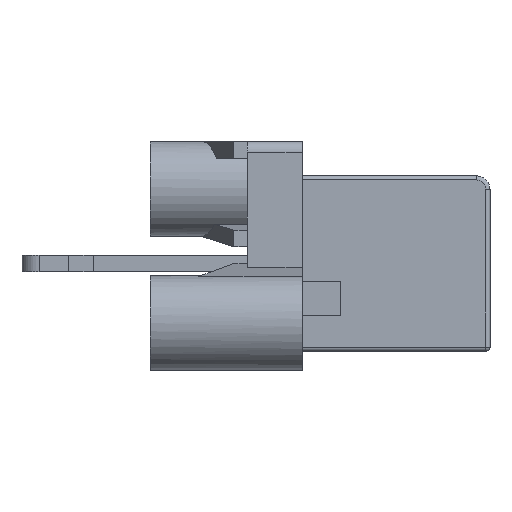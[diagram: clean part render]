
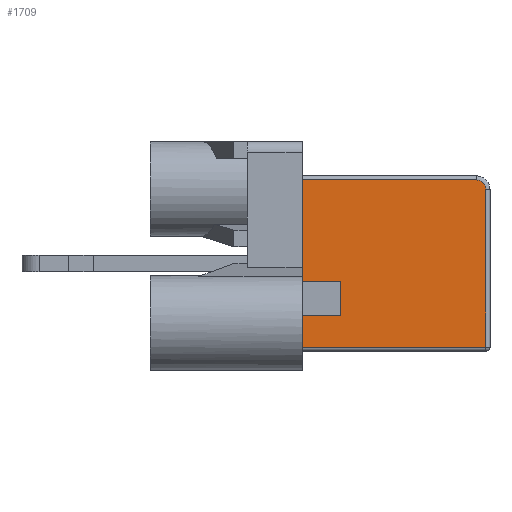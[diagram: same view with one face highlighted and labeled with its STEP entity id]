
A CAD part, left-side view. The second image highlights one B-rep face of the part: STEP entity #1709.
In plain terms, the highlighted planar face has unit normal (-1, 0, 0).
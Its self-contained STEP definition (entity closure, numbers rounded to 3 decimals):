
#1709 = ADVANCED_FACE( '', ( #4073 ), #4074, .T. );
#4073 = FACE_OUTER_BOUND( '', #7990, .T. );
#4074 = PLANE( '', #7991 );
#7990 = EDGE_LOOP( '', ( #14625, #14626, #14627, #14628, #14629, #14630, #14631, #14632, #14633 ) );
#7991 = AXIS2_PLACEMENT_3D( '', #14634, #14635, #14636 );
#14625 = ORIENTED_EDGE( '', *, *, #22905, .F. );
#14626 = ORIENTED_EDGE( '', *, *, #22263, .T. );
#14627 = ORIENTED_EDGE( '', *, *, #22906, .T. );
#14628 = ORIENTED_EDGE( '', *, *, #22907, .T. );
#14629 = ORIENTED_EDGE( '', *, *, #22908, .T. );
#14630 = ORIENTED_EDGE( '', *, *, #22909, .F. );
#14631 = ORIENTED_EDGE( '', *, *, #22706, .F. );
#14632 = ORIENTED_EDGE( '', *, *, #22910, .F. );
#14633 = ORIENTED_EDGE( '', *, *, #22349, .F. );
#14634 = CARTESIAN_POINT( '', ( -5.8, -16.7, 11.8 ) );
#14635 = DIRECTION( '', ( -1., 0., 0. ) );
#14636 = DIRECTION( '', ( 0., -1., 0. ) );
#22263 = EDGE_CURVE( '', #27224, #27228, #27230, .T. );
#22349 = EDGE_CURVE( '', #27363, #27365, #27366, .T. );
#22706 = EDGE_CURVE( '', #27908, #27910, #27911, .T. );
#22905 = EDGE_CURVE( '', #27224, #27363, #28223, .T. );
#22906 = EDGE_CURVE( '', #27228, #28224, #28225, .T. );
#22907 = EDGE_CURVE( '', #28224, #28226, #28227, .T. );
#22908 = EDGE_CURVE( '', #28226, #28228, #28229, .T. );
#22909 = EDGE_CURVE( '', #27910, #28228, #28230, .T. );
#22910 = EDGE_CURVE( '', #27365, #27908, #28231, .T. );
#27224 = VERTEX_POINT( '', #34665 );
#27228 = VERTEX_POINT( '', #34670 );
#27230 = LINE( '', #34672, #34673 );
#27363 = VERTEX_POINT( '', #34957 );
#27365 = VERTEX_POINT( '', #34960 );
#27366 = LINE( '', #34961, #34962 );
#27908 = VERTEX_POINT( '', #35879 );
#27910 = VERTEX_POINT( '', #35882 );
#27911 = LINE( '', #35883, #35884 );
#28223 = LINE( '', #36400, #36401 );
#28224 = VERTEX_POINT( '', #36402 );
#28225 = LINE( '', #36403, #36404 );
#28226 = VERTEX_POINT( '', #36405 );
#28227 = CIRCLE( '', #36406, 0.7 );
#28228 = VERTEX_POINT( '', #36407 );
#28229 = LINE( '', #36408, #36409 );
#28230 = LINE( '', #36410, #36411 );
#28231 = LINE( '', #36412, #36413 );
#34665 = CARTESIAN_POINT( '', ( -5.8, -4., 0.3 ) );
#34670 = CARTESIAN_POINT( '', ( -5.8, -17.4, 0.3 ) );
#34672 = CARTESIAN_POINT( '', ( -5.8, -16.7, 0.3 ) );
#34673 = VECTOR( '', #42030, 1000. );
#34957 = CARTESIAN_POINT( '', ( -5.8, -4., 2.6 ) );
#34960 = CARTESIAN_POINT( '', ( -5.8, -6.8, 2.6 ) );
#34961 = CARTESIAN_POINT( '', ( -5.8, -4., 2.6 ) );
#34962 = VECTOR( '', #42112, 1000. );
#35879 = CARTESIAN_POINT( '', ( -5.8, -6.8, 5.1 ) );
#35882 = CARTESIAN_POINT( '', ( -5.8, -4., 5.1 ) );
#35883 = CARTESIAN_POINT( '', ( -5.8, -6.8, 5.1 ) );
#35884 = VECTOR( '', #42503, 1000. );
#36400 = CARTESIAN_POINT( '', ( -5.8, -4., -1.4 ) );
#36401 = VECTOR( '', #42769, 1000. );
#36402 = CARTESIAN_POINT( '', ( -5.8, -17.4, 11.8 ) );
#36403 = CARTESIAN_POINT( '', ( -5.8, -17.4, 11.8 ) );
#36404 = VECTOR( '', #42770, 1000. );
#36405 = CARTESIAN_POINT( '', ( -5.8, -16.7, 12.5 ) );
#36406 = AXIS2_PLACEMENT_3D( '', #42771, #42772, #42773 );
#36407 = CARTESIAN_POINT( '', ( -5.8, -4., 12.5 ) );
#36408 = CARTESIAN_POINT( '', ( -5.8, -16.7, 12.5 ) );
#36409 = VECTOR( '', #42774, 1000. );
#36410 = CARTESIAN_POINT( '', ( -5.8, -4., -1.4 ) );
#36411 = VECTOR( '', #42775, 1000. );
#36412 = CARTESIAN_POINT( '', ( -5.8, -6.8, 2.6 ) );
#36413 = VECTOR( '', #42776, 1000. );
#42030 = DIRECTION( '', ( 0., -1., 0. ) );
#42112 = DIRECTION( '', ( 0., -1., 0. ) );
#42503 = DIRECTION( '', ( 0., 1., 0. ) );
#42769 = DIRECTION( '', ( 0., 0., 1. ) );
#42770 = DIRECTION( '', ( 0., 0., 1. ) );
#42771 = CARTESIAN_POINT( '', ( -5.8, -16.7, 11.8 ) );
#42772 = DIRECTION( '', ( -1., 0., 0. ) );
#42773 = DIRECTION( '', ( 0., -1., 0. ) );
#42774 = DIRECTION( '', ( 0., 1., 0. ) );
#42775 = DIRECTION( '', ( 0., 0., 1. ) );
#42776 = DIRECTION( '', ( 0., 0., 1. ) );
